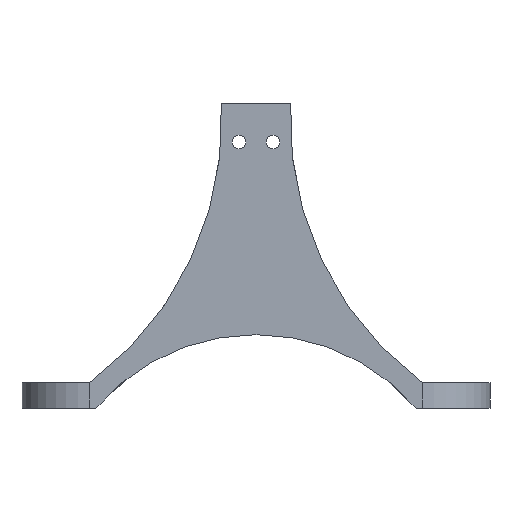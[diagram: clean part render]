
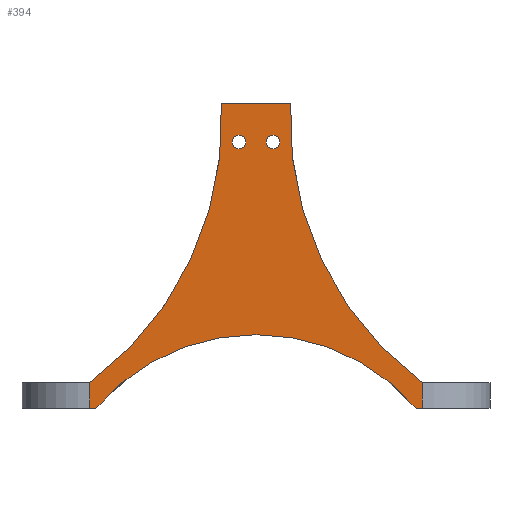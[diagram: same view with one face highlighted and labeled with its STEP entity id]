
A CAD part, left-side view. The second image highlights one B-rep face of the part: STEP entity #394.
In plain terms, the highlighted planar face has unit normal (-1, 0, 0).
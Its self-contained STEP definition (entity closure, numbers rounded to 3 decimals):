
#19=FACE_BOUND('',#74,.T.);
#20=FACE_BOUND('',#75,.T.);
#29=PLANE('',#444);
#48=FACE_OUTER_BOUND('',#73,.T.);
#73=EDGE_LOOP('',(#323,#324,#325,#326,#327,#328,#329,#330));
#74=EDGE_LOOP('',(#331));
#75=EDGE_LOOP('',(#332));
#93=LINE('',#634,#126);
#98=LINE('',#649,#131);
#110=LINE('',#713,#143);
#112=LINE('',#719,#145);
#113=LINE('',#721,#146);
#126=VECTOR('',#488,10.);
#131=VECTOR('',#501,10.);
#143=VECTOR('',#535,10.);
#145=VECTOR('',#541,10.);
#146=VECTOR('',#544,10.);
#154=CIRCLE('',#420,0.8);
#156=CIRCLE('',#423,0.8);
#158=CIRCLE('',#426,25.);
#168=CIRCLE('',#445,38.632);
#169=CIRCLE('',#446,38.632);
#173=VERTEX_POINT('',#577);
#175=VERTEX_POINT('',#583);
#178=VERTEX_POINT('',#590);
#179=VERTEX_POINT('',#592);
#184=VERTEX_POINT('',#633);
#190=VERTEX_POINT('',#647);
#199=VERTEX_POINT('',#699);
#201=VERTEX_POINT('',#705);
#204=VERTEX_POINT('',#716);
#205=VERTEX_POINT('',#718);
#210=EDGE_CURVE('',#173,#173,#154,.T.);
#213=EDGE_CURVE('',#175,#175,#156,.T.);
#216=EDGE_CURVE('',#179,#178,#158,.T.);
#222=EDGE_CURVE('',#179,#184,#93,.T.);
#230=EDGE_CURVE('',#190,#178,#98,.T.);
#249=EDGE_CURVE('',#201,#190,#110,.T.);
#251=EDGE_CURVE('',#201,#204,#168,.F.);
#252=EDGE_CURVE('',#205,#204,#112,.F.);
#253=EDGE_CURVE('',#205,#199,#169,.F.);
#254=EDGE_CURVE('',#184,#199,#113,.T.);
#323=ORIENTED_EDGE('',*,*,#216,.T.);
#324=ORIENTED_EDGE('',*,*,#230,.F.);
#325=ORIENTED_EDGE('',*,*,#249,.F.);
#326=ORIENTED_EDGE('',*,*,#251,.T.);
#327=ORIENTED_EDGE('',*,*,#252,.F.);
#328=ORIENTED_EDGE('',*,*,#253,.T.);
#329=ORIENTED_EDGE('',*,*,#254,.F.);
#330=ORIENTED_EDGE('',*,*,#222,.F.);
#331=ORIENTED_EDGE('',*,*,#210,.T.);
#332=ORIENTED_EDGE('',*,*,#213,.T.);
#394=ADVANCED_FACE('',(#48,#19,#20),#29,.T.);
#420=AXIS2_PLACEMENT_3D('',#579,#465,#466);
#423=AXIS2_PLACEMENT_3D('',#585,#472,#473);
#426=AXIS2_PLACEMENT_3D('',#593,#479,#480);
#444=AXIS2_PLACEMENT_3D('',#715,#537,#538);
#445=AXIS2_PLACEMENT_3D('',#717,#539,#540);
#446=AXIS2_PLACEMENT_3D('',#720,#542,#543);
#465=DIRECTION('center_axis',(1.,0.,0.));
#466=DIRECTION('ref_axis',(0.,1.,0.));
#472=DIRECTION('center_axis',(1.,0.,0.));
#473=DIRECTION('ref_axis',(0.,1.,0.));
#479=DIRECTION('center_axis',(1.,0.,0.));
#480=DIRECTION('ref_axis',(0.,-1.,0.));
#488=DIRECTION('',(0.,1.,0.));
#501=DIRECTION('',(0.,1.,0.));
#535=DIRECTION('',(0.,0.,-1.));
#537=DIRECTION('center_axis',(-1.,0.,0.));
#538=DIRECTION('ref_axis',(0.,-1.,0.));
#539=DIRECTION('center_axis',(-1.,0.,0.));
#540=DIRECTION('ref_axis',(0.,0.595,-0.804));
#541=DIRECTION('',(0.,1.,0.));
#542=DIRECTION('center_axis',(-1.,0.,0.));
#543=DIRECTION('ref_axis',(0.,-0.999,0.051));
#544=DIRECTION('',(0.,0.,1.));
#577=CARTESIAN_POINT('',(9.688,-2.8,31.5));
#579=CARTESIAN_POINT('Origin',(9.688,-2.,31.5));
#583=CARTESIAN_POINT('',(9.688,1.2,31.5));
#585=CARTESIAN_POINT('Origin',(9.688,2.,31.5));
#590=CARTESIAN_POINT('',(9.688,-18.948,0.));
#592=CARTESIAN_POINT('',(9.688,18.948,0.));
#593=CARTESIAN_POINT('Origin',(9.688,0.,-16.309));
#633=CARTESIAN_POINT('',(9.688,19.688,0.));
#634=CARTESIAN_POINT('',(9.688,13.844,0.));
#647=CARTESIAN_POINT('',(9.688,-19.688,0.));
#649=CARTESIAN_POINT('',(9.688,13.844,0.));
#699=CARTESIAN_POINT('',(9.688,19.688,3.));
#705=CARTESIAN_POINT('',(9.688,-19.688,3.));
#713=CARTESIAN_POINT('',(9.688,-19.688,0.));
#715=CARTESIAN_POINT('Origin',(9.688,27.688,0.));
#716=CARTESIAN_POINT('',(9.688,-4.1,36.));
#717=CARTESIAN_POINT('Origin',(9.688,-42.683,34.044));
#718=CARTESIAN_POINT('',(9.688,4.1,36.));
#719=CARTESIAN_POINT('',(9.688,13.844,36.));
#720=CARTESIAN_POINT('Origin',(9.688,42.682,34.043));
#721=CARTESIAN_POINT('',(9.688,19.688,0.));
